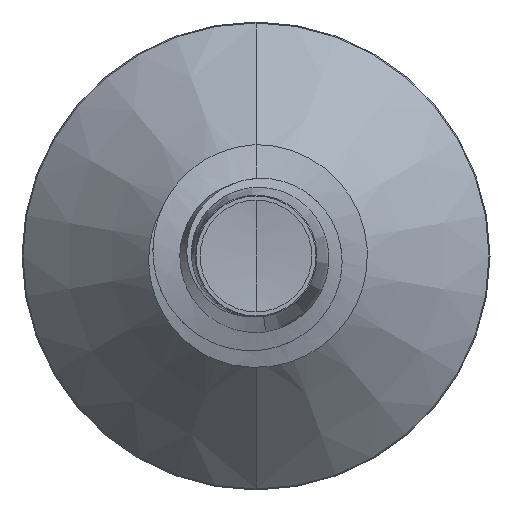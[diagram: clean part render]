
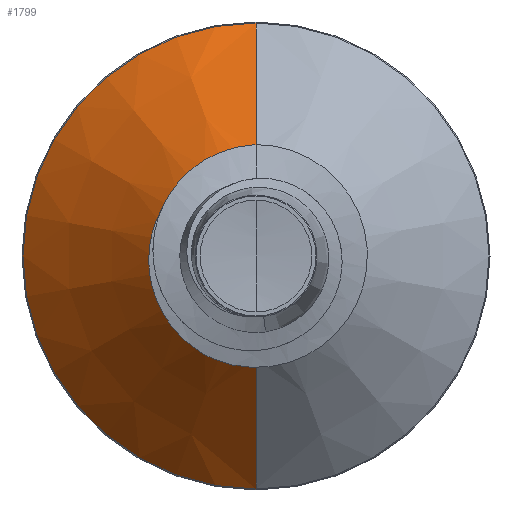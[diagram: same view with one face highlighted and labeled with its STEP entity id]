
A CAD part, front view. The second image highlights one B-rep face of the part: STEP entity #1799.
In plain terms, the highlighted conical face has half-angle 45 degrees and reference radius 1.857 mm.
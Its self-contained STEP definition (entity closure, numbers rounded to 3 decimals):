
#155 = DIRECTION ( 'NONE',  ( 0., 1., 0. ) ) ;
#158 = CARTESIAN_POINT ( 'NONE',  ( 0., 1.957, 0. ) ) ;
#426 = DIRECTION ( 'NONE',  ( 0., 0.707, -0.707 ) ) ;
#448 = CARTESIAN_POINT ( 'NONE',  ( 0., 1.957, -1.857 ) ) ;
#526 = DIRECTION ( 'NONE',  ( 0., 0., 1. ) ) ;
#555 = ORIENTED_EDGE ( 'NONE', *, *, #1826, .F. ) ;
#774 = VERTEX_POINT ( 'NONE', #4332 ) ;
#795 = CARTESIAN_POINT ( 'NONE',  ( 0., 4.282, -4.182 ) ) ;
#799 = AXIS2_PLACEMENT_3D ( 'NONE', #3938, #3925, #3919 ) ;
#856 = ORIENTED_EDGE ( 'NONE', *, *, #7195, .T. ) ;
#972 = CIRCLE ( 'NONE', #1026, 1.857 ) ;
#1026 = AXIS2_PLACEMENT_3D ( 'NONE', #6010, #6003, #5995 ) ;
#1559 = LINE ( 'NONE', #448, #1727 ) ;
#1727 = VECTOR ( 'NONE', #426, 1000. ) ;
#1792 = FACE_OUTER_BOUND ( 'NONE', #4226, .T. ) ;
#1799 = ADVANCED_FACE ( 'NONE', ( #1792 ), #5933, .T. ) ;
#1826 = EDGE_CURVE ( 'NONE', #2527, #7011, #1559, .T. ) ;
#2527 = VERTEX_POINT ( 'NONE', #6491 ) ;
#3305 = ORIENTED_EDGE ( 'NONE', *, *, #4210, .T. ) ;
#3452 = ORIENTED_EDGE ( 'NONE', *, *, #7367, .F. ) ;
#3919 = DIRECTION ( 'NONE',  ( 0., 0., 1. ) ) ;
#3925 = DIRECTION ( 'NONE',  ( 0., 1., 0. ) ) ;
#3938 = CARTESIAN_POINT ( 'NONE',  ( 0., 4.282, 0. ) ) ;
#4210 = EDGE_CURVE ( 'NONE', #774, #6496, #6131, .T. ) ;
#4226 = EDGE_LOOP ( 'NONE', ( #555, #856, #3305, #3452 ) ) ;
#4332 = CARTESIAN_POINT ( 'NONE',  ( 0., 1.957, 1.857 ) ) ;
#4790 = CARTESIAN_POINT ( 'NONE',  ( 0., 4.282, 4.182 ) ) ;
#4945 = CARTESIAN_POINT ( 'NONE',  ( 0., 1.957, 1.857 ) ) ;
#4954 = DIRECTION ( 'NONE',  ( 0., 0.707, 0.707 ) ) ;
#5711 = CIRCLE ( 'NONE', #799, 4.182 ) ;
#5751 = AXIS2_PLACEMENT_3D ( 'NONE', #158, #155, #526 ) ;
#5933 = CONICAL_SURFACE ( 'NONE', #5751, 1.857, 0.785 ) ;
#5995 = DIRECTION ( 'NONE',  ( 0., 0., 1. ) ) ;
#6003 = DIRECTION ( 'NONE',  ( 0., 1., 0. ) ) ;
#6010 = CARTESIAN_POINT ( 'NONE',  ( 0., 1.957, 0. ) ) ;
#6131 = LINE ( 'NONE', #4945, #7329 ) ;
#6491 = CARTESIAN_POINT ( 'NONE',  ( 0., 1.957, -1.857 ) ) ;
#6496 = VERTEX_POINT ( 'NONE', #4790 ) ;
#7011 = VERTEX_POINT ( 'NONE', #795 ) ;
#7195 = EDGE_CURVE ( 'NONE', #2527, #774, #972, .T. ) ;
#7329 = VECTOR ( 'NONE', #4954, 1000. ) ;
#7367 = EDGE_CURVE ( 'NONE', #7011, #6496, #5711, .T. ) ;
